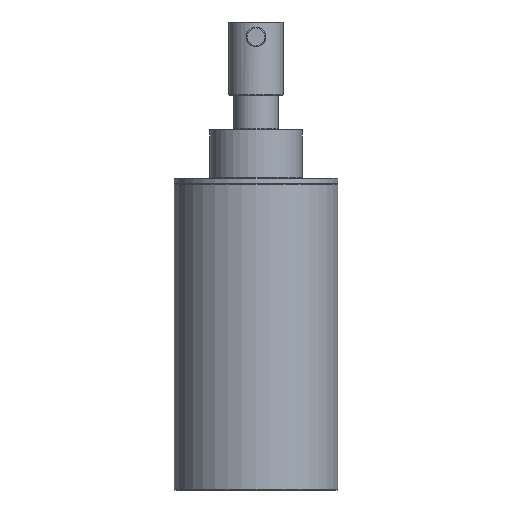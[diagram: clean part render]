
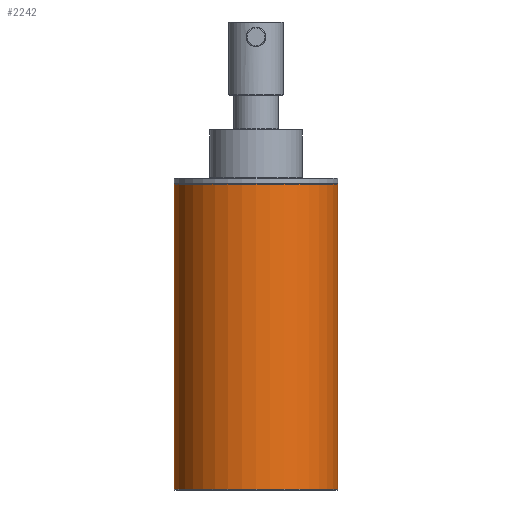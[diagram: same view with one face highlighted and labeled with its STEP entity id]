
A CAD part, front view. The second image highlights one B-rep face of the part: STEP entity #2242.
In plain terms, the highlighted cylindrical face has radius 30.15 mm (diameter 60.3 mm), a full revolution.
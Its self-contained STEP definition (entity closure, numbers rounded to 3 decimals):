
#175=B_SPLINE_CURVE_WITH_KNOTS('',3,(#6380,#6381,#6382,#6383,#6384,#6385,
#6386,#6387,#6388,#6389,#6390),.UNSPECIFIED.,.T.,.F.,(1,1,1,1,1,1,1,1,1,
1,1,1,1,1,1),(-0.006,-0.004,-0.002,
0.,0.002,0.004,0.006,0.008,
0.009,0.011,0.013,0.015,
0.017,0.019,0.021),.UNSPECIFIED.);
#176=B_SPLINE_CURVE_WITH_KNOTS('',3,(#6396,#6397,#6398,#6399,#6400,#6401,
#6402,#6403,#6404,#6405,#6406),.UNSPECIFIED.,.T.,.F.,(1,1,1,1,1,1,1,1,1,
1,1,1,1,1,1),(-0.004,-0.002,-0.001,
0.,0.001,0.002,0.004,0.005,
0.006,0.007,0.008,0.009,
0.011,0.012,0.013),.UNSPECIFIED.);
#363=CYLINDRICAL_SURFACE('',#2950,30.15);
#675=ORIENTED_EDGE('',*,*,#1074,.F.);
#676=ORIENTED_EDGE('',*,*,#1075,.T.);
#677=ORIENTED_EDGE('',*,*,#1076,.T.);
#678=ORIENTED_EDGE('',*,*,#1077,.T.);
#1074=EDGE_CURVE('',#1315,#1315,#175,.T.);
#1075=EDGE_CURVE('',#1316,#1316,#1506,.F.);
#1076=EDGE_CURVE('',#1317,#1317,#1507,.T.);
#1077=EDGE_CURVE('',#1318,#1318,#176,.T.);
#1315=VERTEX_POINT('',#6391);
#1316=VERTEX_POINT('',#6393);
#1317=VERTEX_POINT('',#6395);
#1318=VERTEX_POINT('',#6407);
#1506=CIRCLE('',#2951,30.15);
#1507=CIRCLE('',#2952,30.15);
#1718=EDGE_LOOP('',(#675));
#1719=EDGE_LOOP('',(#676));
#1720=EDGE_LOOP('',(#677));
#1721=EDGE_LOOP('',(#678));
#1991=FACE_BOUND('',#1718,.T.);
#1992=FACE_BOUND('',#1719,.T.);
#1993=FACE_BOUND('',#1720,.T.);
#1994=FACE_BOUND('',#1721,.T.);
#2242=ADVANCED_FACE('',(#1991,#1992,#1993,#1994),#363,.T.);
#2950=AXIS2_PLACEMENT_3D('',#6379,#3501,#3502);
#2951=AXIS2_PLACEMENT_3D('',#6392,#3503,#3504);
#2952=AXIS2_PLACEMENT_3D('',#6394,#3505,#3506);
#3501=DIRECTION('',(0.,0.,1.));
#3502=DIRECTION('',(1.,0.,0.));
#3503=DIRECTION('',(0.,0.,1.));
#3504=DIRECTION('',(1.,0.,0.));
#3505=DIRECTION('',(0.,0.,1.));
#3506=DIRECTION('',(1.,0.,0.));
#6379=CARTESIAN_POINT('',(0.,0.,0.));
#6380=CARTESIAN_POINT('',(-0.02,30.174,77.251));
#6381=CARTESIAN_POINT('',(-1.904,30.1,78.113));
#6382=CARTESIAN_POINT('',(-2.616,30.034,80.026));
#6383=CARTESIAN_POINT('',(-1.871,30.103,81.919));
#6384=CARTESIAN_POINT('',(0.021,30.174,82.749));
#6385=CARTESIAN_POINT('',(1.903,30.1,81.886));
#6386=CARTESIAN_POINT('',(2.616,30.034,79.978));
#6387=CARTESIAN_POINT('',(1.873,30.103,78.082));
#6388=CARTESIAN_POINT('',(-0.02,30.174,77.251));
#6389=CARTESIAN_POINT('',(-1.904,30.1,78.113));
#6390=CARTESIAN_POINT('',(-2.616,30.034,80.026));
#6391=CARTESIAN_POINT('',(-1.709,30.102,78.288));
#6392=CARTESIAN_POINT('',(0.,0.,112.8));
#6393=CARTESIAN_POINT('',(30.15,0.,112.8));
#6394=CARTESIAN_POINT('',(0.,0.,0.2));
#6395=CARTESIAN_POINT('',(30.15,0.,0.2));
#6396=CARTESIAN_POINT('',(1.177,30.131,86.675));
#6397=CARTESIAN_POINT('',(0.,30.159,87.163));
#6398=CARTESIAN_POINT('',(-1.175,30.131,86.675));
#6399=CARTESIAN_POINT('',(-1.662,30.103,85.501));
#6400=CARTESIAN_POINT('',(-1.177,30.131,84.325));
#6401=CARTESIAN_POINT('',(0.,30.159,83.837));
#6402=CARTESIAN_POINT('',(1.175,30.131,84.325));
#6403=CARTESIAN_POINT('',(1.662,30.103,85.499));
#6404=CARTESIAN_POINT('',(1.177,30.131,86.675));
#6405=CARTESIAN_POINT('',(0.,30.159,87.163));
#6406=CARTESIAN_POINT('',(-1.175,30.131,86.675));
#6407=CARTESIAN_POINT('',(0.,30.15,87.));
